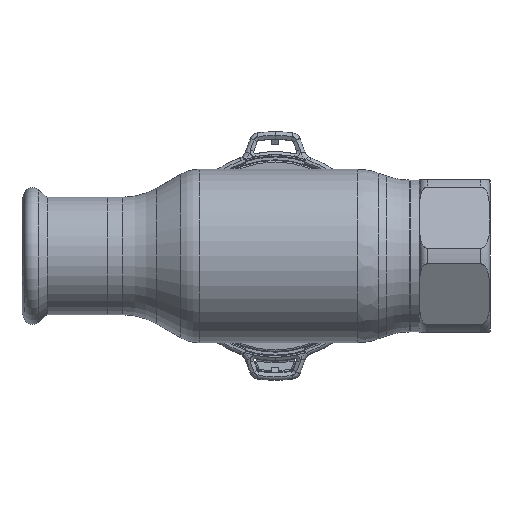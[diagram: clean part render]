
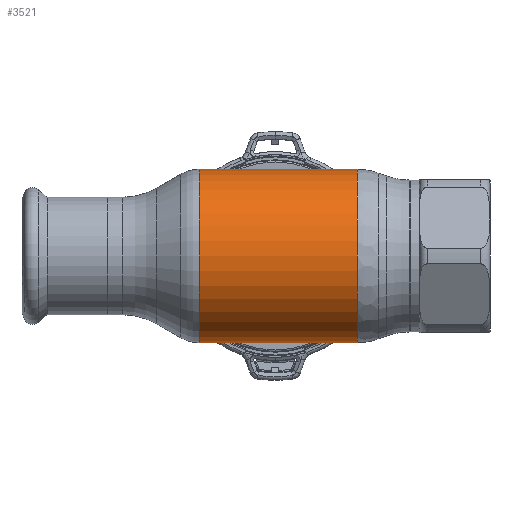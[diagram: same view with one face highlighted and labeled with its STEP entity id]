
A CAD part, front view. The second image highlights one B-rep face of the part: STEP entity #3521.
In plain terms, the highlighted cylindrical face has radius 28.25 mm (diameter 56.5 mm), a partial arc.
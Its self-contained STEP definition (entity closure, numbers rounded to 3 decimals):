
#556 = LINE ( 'NONE', #752, #20383 ) ;
#752 = CARTESIAN_POINT ( 'NONE',  ( -62.69, 0., 28.25 ) ) ;
#2466 = CARTESIAN_POINT ( 'NONE',  ( -62.69, 0., 0. ) ) ;
#3243 = LINE ( 'NONE', #3831, #27735 ) ;
#3521 = ADVANCED_FACE ( 'NONE', ( #36102 ), #20966, .T. ) ;
#3831 = CARTESIAN_POINT ( 'NONE',  ( -62.69, 0., -28.25 ) ) ;
#5298 = CIRCLE ( 'NONE', #27996, 28.25 ) ;
#6073 = DIRECTION ( 'NONE',  ( 0., 0., 1. ) ) ;
#11775 = DIRECTION ( 'NONE',  ( -1., 0., 0. ) ) ;
#14939 = ORIENTED_EDGE ( 'NONE', *, *, #15904, .T. ) ;
#15805 = ORIENTED_EDGE ( 'NONE', *, *, #19000, .F. ) ;
#15904 = EDGE_CURVE ( 'NONE', #31003, #21074, #556, .T. ) ;
#18688 = DIRECTION ( 'NONE',  ( 0., 0., 1. ) ) ;
#19000 = EDGE_CURVE ( 'NONE', #32943, #21074, #36099, .T. ) ;
#19021 = DIRECTION ( 'NONE',  ( -1., 0., 0. ) ) ;
#19068 = ORIENTED_EDGE ( 'NONE', *, *, #34202, .T. ) ;
#20383 = VECTOR ( 'NONE', #19021, 1000. ) ;
#20522 = CARTESIAN_POINT ( 'NONE',  ( -24.785, 0., 0. ) ) ;
#20966 = CYLINDRICAL_SURFACE ( 'NONE', #35788, 28.25 ) ;
#21074 = VERTEX_POINT ( 'NONE', #25336 ) ;
#21140 = DIRECTION ( 'NONE',  ( 0., 0., 1. ) ) ;
#22982 = CARTESIAN_POINT ( 'NONE',  ( 26.673, 0., -28.25 ) ) ;
#25330 = DIRECTION ( 'NONE',  ( -1., 0., 0. ) ) ;
#25335 = CARTESIAN_POINT ( 'NONE',  ( 26.673, 0., 0. ) ) ;
#25336 = CARTESIAN_POINT ( 'NONE',  ( -24.785, 0., 28.25 ) ) ;
#27735 = VECTOR ( 'NONE', #25330, 1000. ) ;
#27996 = AXIS2_PLACEMENT_3D ( 'NONE', #25335, #38085, #18688 ) ;
#29169 = EDGE_LOOP ( 'NONE', ( #39973, #19068, #14939, #15805 ) ) ;
#29753 = CARTESIAN_POINT ( 'NONE',  ( -24.785, 0., -28.25 ) ) ;
#30167 = CARTESIAN_POINT ( 'NONE',  ( 26.673, 0., 28.25 ) ) ;
#31003 = VERTEX_POINT ( 'NONE', #30167 ) ;
#32873 = DIRECTION ( 'NONE',  ( -1., 0., 0. ) ) ;
#32943 = VERTEX_POINT ( 'NONE', #29753 ) ;
#33468 = VERTEX_POINT ( 'NONE', #22982 ) ;
#34202 = EDGE_CURVE ( 'NONE', #33468, #31003, #5298, .T. ) ;
#35788 = AXIS2_PLACEMENT_3D ( 'NONE', #2466, #11775, #6073 ) ;
#36099 = CIRCLE ( 'NONE', #36765, 28.25 ) ;
#36102 = FACE_OUTER_BOUND ( 'NONE', #29169, .T. ) ;
#36765 = AXIS2_PLACEMENT_3D ( 'NONE', #20522, #32873, #21140 ) ;
#37717 = EDGE_CURVE ( 'NONE', #33468, #32943, #3243, .T. ) ;
#38085 = DIRECTION ( 'NONE',  ( -1., 0., 0. ) ) ;
#39973 = ORIENTED_EDGE ( 'NONE', *, *, #37717, .F. ) ;
